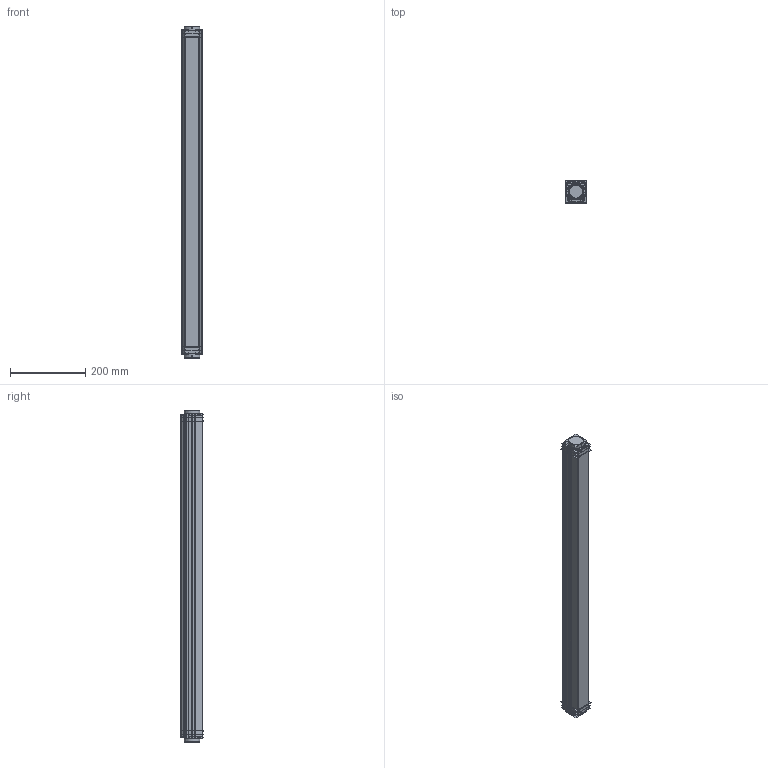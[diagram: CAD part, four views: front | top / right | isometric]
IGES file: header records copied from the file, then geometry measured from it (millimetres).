
Start section:  PTC IGES file: 204808.igs
Global section: file name: 204808.igs; native system: Creo Parametric by PTC Inc.; preprocessor: 2016260; author: pdmadmin; organization: Unknown; date: 20180221.150338; units: millimetre
Bounding box: 54.08 x 59.28 x 880.5 mm (x, y, z)
Volume: 505768.2 mm3; surface area: 1749031.9 mm2
Topology: 11 solids, 11 shells, 1598 faces, 7885 edges, 9852 vertices
Faces by surface type: bspline 788, revolution 764, extrusion 46
